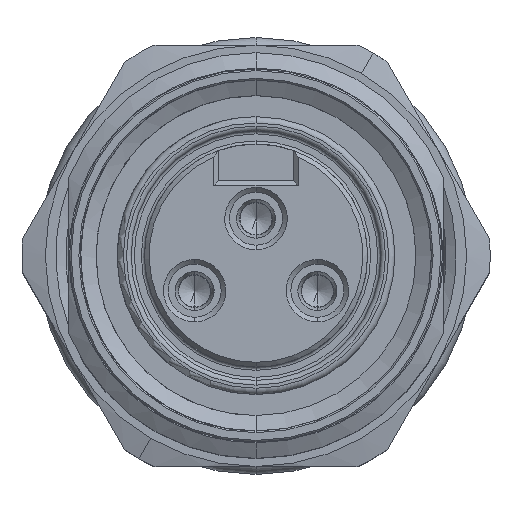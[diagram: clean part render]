
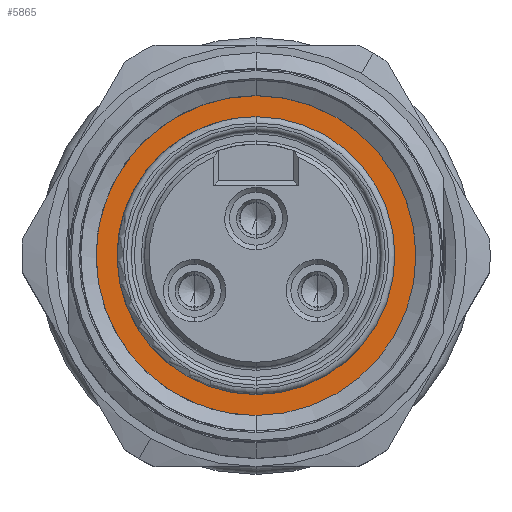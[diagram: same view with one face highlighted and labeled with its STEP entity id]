
A CAD part, top view. The second image highlights one B-rep face of the part: STEP entity #5865.
In plain terms, the highlighted planar face has unit normal (0, 0, 1).
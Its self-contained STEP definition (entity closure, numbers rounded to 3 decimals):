
#73=AXIS2_PLACEMENT_3D('Circle Axis2P3D',#71,#72,$) ;
#103=AXIS2_PLACEMENT_3D('Circle Axis2P3D',#101,#102,$) ;
#3906=AXIS2_PLACEMENT_3D('Circle Axis2P3D',#3904,#3905,$) ;
#3946=AXIS2_PLACEMENT_3D('Circle Axis2P3D',#3944,#3945,$) ;
#5855=AXIS2_PLACEMENT_3D('Plane Axis2P3D',#5852,#5853,#5854) ;
#42=CARTESIAN_POINT('Vertex',(15.,5.1,103.2)) ;
#68=CARTESIAN_POINT('Vertex',(15.,22.9,103.2)) ;
#71=CARTESIAN_POINT('Axis2P3D Location',(15.,14.,103.2)) ;
#101=CARTESIAN_POINT('Axis2P3D Location',(15.,14.,103.2)) ;
#3904=CARTESIAN_POINT('Axis2P3D Location',(15.,14.,103.2)) ;
#3908=CARTESIAN_POINT('Vertex',(15.,24.75,103.2)) ;
#3910=CARTESIAN_POINT('Vertex',(15.,3.25,103.2)) ;
#3944=CARTESIAN_POINT('Axis2P3D Location',(15.,14.,103.2)) ;
#5852=CARTESIAN_POINT('Axis2P3D Location',(15.,14.,103.2)) ;
#72=DIRECTION('Axis2P3D Direction',(0.,0.,-1.)) ;
#102=DIRECTION('Axis2P3D Direction',(0.,0.,-1.)) ;
#3905=DIRECTION('Axis2P3D Direction',(0.,0.,-1.)) ;
#3945=DIRECTION('Axis2P3D Direction',(0.,0.,-1.)) ;
#5853=DIRECTION('Axis2P3D Direction',(0.,0.,-1.)) ;
#5854=DIRECTION('Axis2P3D XDirection',(0.,1.,0.)) ;
#5858=ORIENTED_EDGE('',*,*,#3912,.T.) ;
#5859=ORIENTED_EDGE('',*,*,#3948,.T.) ;
#5862=ORIENTED_EDGE('',*,*,#105,.F.) ;
#5863=ORIENTED_EDGE('',*,*,#75,.F.) ;
#5864=FACE_BOUND('',#5861,.T.) ;
#5865=ADVANCED_FACE('Hauptk\X2\00F6\X0\rper',(#5860,#5864),#5856,.F.) ;
#74=CIRCLE('generated circle',#73,8.9) ;
#104=CIRCLE('generated circle',#103,8.9) ;
#3907=CIRCLE('generated circle',#3906,10.75) ;
#3947=CIRCLE('generated circle',#3946,10.75) ;
#75=EDGE_CURVE('',#69,#43,#74,.F.) ;
#105=EDGE_CURVE('',#43,#69,#104,.F.) ;
#3912=EDGE_CURVE('',#3909,#3911,#3907,.F.) ;
#3948=EDGE_CURVE('',#3911,#3909,#3947,.F.) ;
#5857=EDGE_LOOP('',(#5858,#5859)) ;
#5861=EDGE_LOOP('',(#5862,#5863)) ;
#5860=FACE_OUTER_BOUND('',#5857,.T.) ;
#5856=PLANE('',#5855) ;
#43=VERTEX_POINT('',#42) ;
#69=VERTEX_POINT('',#68) ;
#3909=VERTEX_POINT('',#3908) ;
#3911=VERTEX_POINT('',#3910) ;
